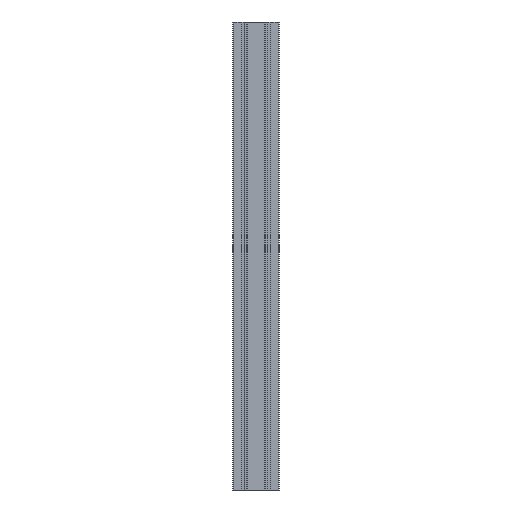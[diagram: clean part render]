
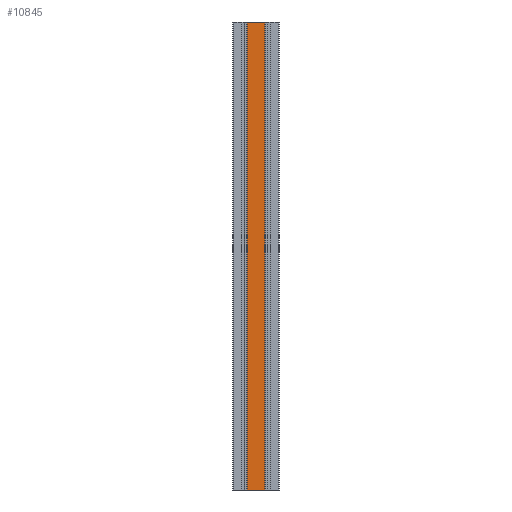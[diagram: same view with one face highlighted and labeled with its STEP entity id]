
A CAD part, left-side view. The second image highlights one B-rep face of the part: STEP entity #10845.
In plain terms, the highlighted planar face has unit normal (-1, 0, 0).
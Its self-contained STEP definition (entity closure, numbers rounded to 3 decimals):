
#267 = DIRECTION ( 'NONE',  ( 0., 0., 1. ) ) ;
#588 = EDGE_CURVE ( 'NONE', #10339, #997, #5292, .T. ) ;
#712 = DIRECTION ( 'NONE',  ( 0., 0., -1. ) ) ;
#997 = VERTEX_POINT ( 'NONE', #6994 ) ;
#1635 = DIRECTION ( 'NONE',  ( 0., 0., -1. ) ) ;
#1839 = VECTOR ( 'NONE', #1635, 1000. ) ;
#1883 = PLANE ( 'NONE',  #5008 ) ;
#2192 = VERTEX_POINT ( 'NONE', #2722 ) ;
#2434 = LINE ( 'NONE', #11108, #4566 ) ;
#2547 = CARTESIAN_POINT ( 'NONE',  ( -25., -43.6, 1000. ) ) ;
#2722 = CARTESIAN_POINT ( 'NONE',  ( -25., -43.6, 1000. ) ) ;
#3671 = CARTESIAN_POINT ( 'NONE',  ( -25., 0., 1000. ) ) ;
#3817 = DIRECTION ( 'NONE',  ( -1., 0., 0. ) ) ;
#4473 = ORIENTED_EDGE ( 'NONE', *, *, #8183, .T. ) ;
#4566 = VECTOR ( 'NONE', #712, 1000. ) ;
#5008 = AXIS2_PLACEMENT_3D ( 'NONE', #8095, #3817, #267 ) ;
#5067 = CARTESIAN_POINT ( 'NONE',  ( -25., -6.4, 1000. ) ) ;
#5292 = LINE ( 'NONE', #7809, #9707 ) ;
#5311 = CARTESIAN_POINT ( 'NONE',  ( -25., -43.6, 0. ) ) ;
#5409 = FACE_OUTER_BOUND ( 'NONE', #6194, .T. ) ;
#6194 = EDGE_LOOP ( 'NONE', ( #9560, #8037, #8930, #4473 ) ) ;
#6611 = VECTOR ( 'NONE', #7201, 1000. ) ;
#6771 = LINE ( 'NONE', #2547, #1839 ) ;
#6994 = CARTESIAN_POINT ( 'NONE',  ( -25., -6.4, 0. ) ) ;
#7201 = DIRECTION ( 'NONE',  ( 0., 1., 0. ) ) ;
#7809 = CARTESIAN_POINT ( 'NONE',  ( -25., 0., 0. ) ) ;
#7951 = LINE ( 'NONE', #3671, #6611 ) ;
#8037 = ORIENTED_EDGE ( 'NONE', *, *, #8256, .F. ) ;
#8095 = CARTESIAN_POINT ( 'NONE',  ( -25., 0., 1000. ) ) ;
#8183 = EDGE_CURVE ( 'NONE', #9504, #997, #2434, .T. ) ;
#8256 = EDGE_CURVE ( 'NONE', #2192, #10339, #6771, .T. ) ;
#8930 = ORIENTED_EDGE ( 'NONE', *, *, #9971, .T. ) ;
#9504 = VERTEX_POINT ( 'NONE', #5067 ) ;
#9560 = ORIENTED_EDGE ( 'NONE', *, *, #588, .F. ) ;
#9583 = DIRECTION ( 'NONE',  ( 0., 1., 0. ) ) ;
#9707 = VECTOR ( 'NONE', #9583, 1000. ) ;
#9971 = EDGE_CURVE ( 'NONE', #2192, #9504, #7951, .T. ) ;
#10339 = VERTEX_POINT ( 'NONE', #5311 ) ;
#10845 = ADVANCED_FACE ( 'NONE', ( #5409 ), #1883, .T. ) ;
#11108 = CARTESIAN_POINT ( 'NONE',  ( -25., -6.4, 1000. ) ) ;
